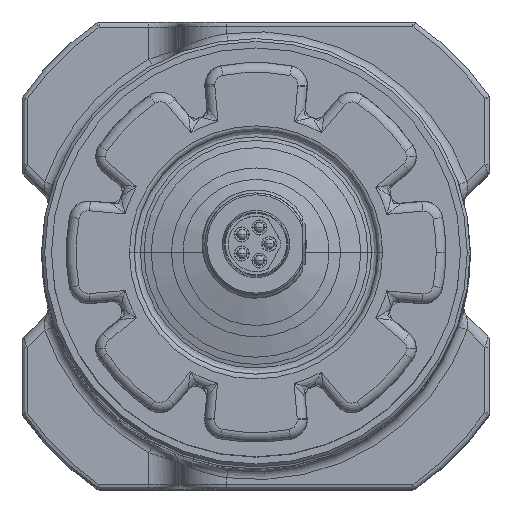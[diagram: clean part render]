
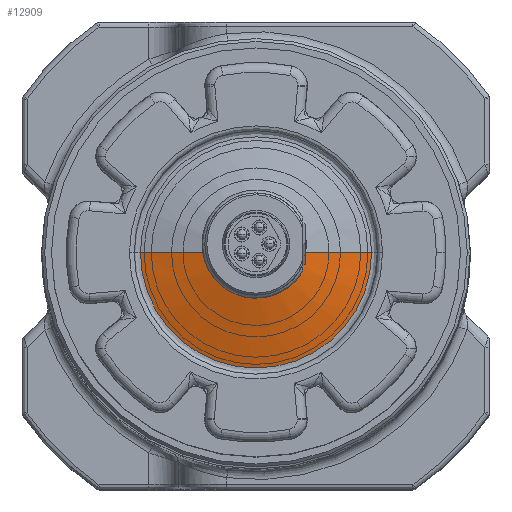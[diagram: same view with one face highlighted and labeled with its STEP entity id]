
A CAD part, top view. The second image highlights one B-rep face of the part: STEP entity #12909.
In plain terms, the highlighted conical face has half-angle 75 degrees and reference radius 3.75 mm.
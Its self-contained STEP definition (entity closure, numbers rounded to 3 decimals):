
#1071 = VERTEX_POINT ( 'NONE', #5228 ) ;
#1123 = VERTEX_POINT ( 'NONE', #15992 ) ;
#1433 = DIRECTION ( 'NONE',  ( -1., 0., 0. ) ) ;
#1604 = CARTESIAN_POINT ( 'NONE',  ( -3.972, 0., 13.2 ) ) ;
#2296 = FACE_OUTER_BOUND ( 'NONE', #21127, .T. ) ;
#2981 = CARTESIAN_POINT ( 'NONE',  ( -3.75, 0., 13.259 ) ) ;
#3005 = CIRCLE ( 'NONE', #23491, 3.972 ) ;
#3447 = DIRECTION ( 'NONE',  ( 0.966, 0., -0.259 ) ) ;
#3449 = EDGE_CURVE ( 'NONE', #8169, #1123, #19362, .T. ) ;
#3967 = DIRECTION ( 'NONE',  ( 0., 0., -1. ) ) ;
#5228 = CARTESIAN_POINT ( 'NONE',  ( 11.871, 0., 11.083 ) ) ;
#7402 = ORIENTED_EDGE ( 'NONE', *, *, #13180, .T. ) ;
#8169 = VERTEX_POINT ( 'NONE', #1604 ) ;
#8321 = CARTESIAN_POINT ( 'NONE',  ( 0., 0., 13.259 ) ) ;
#8630 = ORIENTED_EDGE ( 'NONE', *, *, #18140, .T. ) ;
#8713 = DIRECTION ( 'NONE',  ( -0.966, 0., -0.259 ) ) ;
#10352 = VECTOR ( 'NONE', #3447, 1000. ) ;
#10635 = DIRECTION ( 'NONE',  ( -1., 0., 0. ) ) ;
#11941 = CARTESIAN_POINT ( 'NONE',  ( 0., 0., 11.083 ) ) ;
#12834 = CARTESIAN_POINT ( 'NONE',  ( 3.972, 0., 13.2 ) ) ;
#12909 = ADVANCED_FACE ( 'NONE', ( #2296 ), #20791, .T. ) ;
#13180 = EDGE_CURVE ( 'NONE', #1071, #1123, #26813, .T. ) ;
#14447 = ORIENTED_EDGE ( 'NONE', *, *, #3449, .F. ) ;
#14911 = EDGE_CURVE ( 'NONE', #22479, #1071, #17767, .T. ) ;
#15988 = AXIS2_PLACEMENT_3D ( 'NONE', #8321, #3967, #10635 ) ;
#15992 = CARTESIAN_POINT ( 'NONE',  ( -11.871, 0., 11.083 ) ) ;
#16055 = DIRECTION ( 'NONE',  ( 0., 0., 1. ) ) ;
#16060 = DIRECTION ( 'NONE',  ( 0., 0., -1. ) ) ;
#16188 = DIRECTION ( 'NONE',  ( -1., 0., 0. ) ) ;
#17767 = LINE ( 'NONE', #21859, #10352 ) ;
#18140 = EDGE_CURVE ( 'NONE', #8169, #22479, #3005, .T. ) ;
#19362 = LINE ( 'NONE', #2981, #23683 ) ;
#20791 = CONICAL_SURFACE ( 'NONE', #15988, 3.75, 1.309 ) ;
#21127 = EDGE_LOOP ( 'NONE', ( #8630, #23154, #7402, #14447 ) ) ;
#21170 = AXIS2_PLACEMENT_3D ( 'NONE', #11941, #16055, #1433 ) ;
#21859 = CARTESIAN_POINT ( 'NONE',  ( 3.75, 0., 13.259 ) ) ;
#22479 = VERTEX_POINT ( 'NONE', #12834 ) ;
#23154 = ORIENTED_EDGE ( 'NONE', *, *, #14911, .T. ) ;
#23491 = AXIS2_PLACEMENT_3D ( 'NONE', #24394, #16060, #16188 ) ;
#23683 = VECTOR ( 'NONE', #8713, 1000. ) ;
#24394 = CARTESIAN_POINT ( 'NONE',  ( 0., 0., 13.2 ) ) ;
#26813 = CIRCLE ( 'NONE', #21170, 11.871 ) ;
